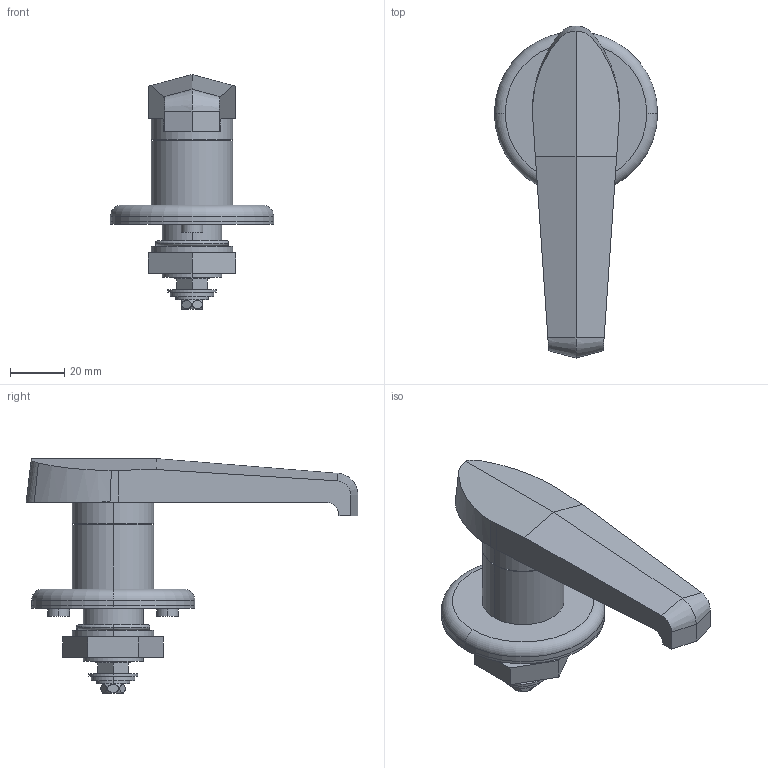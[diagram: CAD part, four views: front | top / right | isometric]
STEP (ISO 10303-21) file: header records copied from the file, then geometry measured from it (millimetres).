
FILE_DESCRIPTION (( 'STEP AP203' ), '1' );
FILE_NAME ('sone3D.STEP', '2013-10-03T04:06:03', ( '' ), ( '' ), 'SwSTEP 2.0', 'SolidWorks 2012', '' );
FILE_SCHEMA (( 'CONFIG_CONTROL_DESIGN' ));
Length unit declared in the file: millimetre
Products named in the file (11): sone3D; AP-140-2儕儞僌儚僢僔儍乕_; 廫帤寠晅偒榋妏儃儖僩M5_M5亊10; 平座金_; バネ座金_; AP-140-2僗儁乕僒乕_; AP-140-2六角ナット_; AP-140-2パッキン_; AP-140-2受座金_; AP-140-2受座; AP-140-2-本体__AP-140-2-2(鍵無し)
Assembly tree (10 placements, depth 2):
  sone3D
    AP-140-2-本体__AP-140-2-2(鍵無し)
    AP-140-2受座
    AP-140-2受座金_
    AP-140-2パッキン_
    AP-140-2六角ナット_
    AP-140-2僗儁乕僒乕_
    バネ座金_
    平座金_
    廫帤寠晅偒榋妏儃儖僩M5_M5亊10
    AP-140-2儕儞僌儚僢僔儍乕_
Bounding box: 60 x 122 x 86.25 mm (x, y, z)
Volume: 92888.5 mm3; surface area: 39598.8 mm2
Topology: 10 solids, 10 shells, 171 faces, 390 edges, 259 vertices
Faces by surface type: plane 86, cylinder 69, torus 8, bspline 4, cone 4
Entity records: 6510 total; most frequent: CARTESIAN_POINT 1368, DIRECTION 875, ORIENTED_EDGE 780, EDGE_CURVE 390, AXIS2_PLACEMENT_3D 342, VERTEX_POINT 259, EDGE_LOOP 205, VECTOR 191
